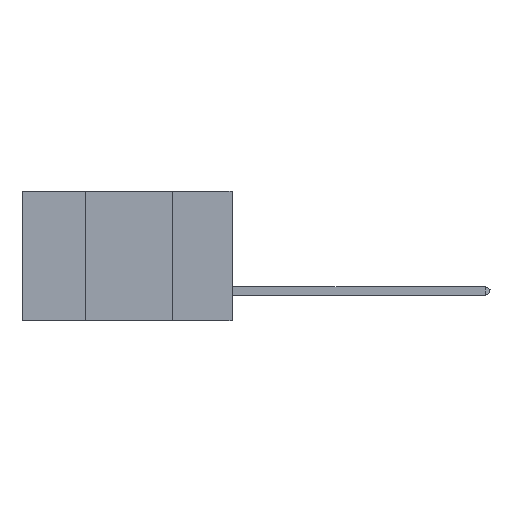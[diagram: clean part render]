
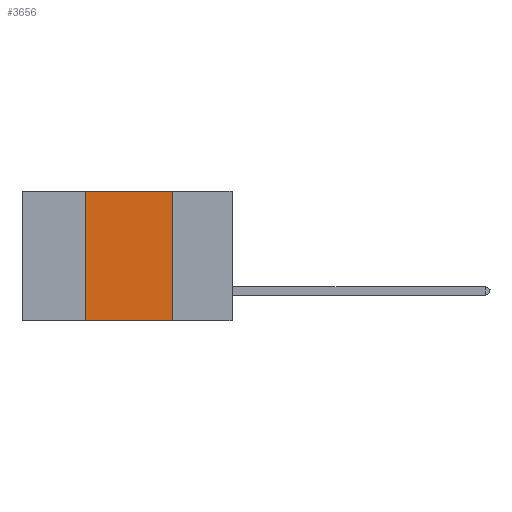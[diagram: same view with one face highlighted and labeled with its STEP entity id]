
A CAD part, left-side view. The second image highlights one B-rep face of the part: STEP entity #3656.
In plain terms, the highlighted planar face has unit normal (-1, 0, 0).
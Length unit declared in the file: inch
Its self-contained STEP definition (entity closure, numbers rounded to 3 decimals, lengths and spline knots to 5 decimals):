
#57 = ORIENTED_EDGE ( 'NONE', *, *, #9548, .F. ) ;
#1329 = CARTESIAN_POINT ( 'NONE',  ( 0., 0.6, 0. ) ) ;
#1798 = DIRECTION ( 'NONE',  ( 0., -1., 0. ) ) ;
#2439 = VERTEX_POINT ( 'NONE', #10087 ) ;
#2535 = ORIENTED_EDGE ( 'NONE', *, *, #7009, .F. ) ;
#2915 = EDGE_LOOP ( 'NONE', ( #57, #2535, #4296, #7990 ) ) ;
#3538 = DIRECTION ( 'NONE',  ( 0., -1., 0. ) ) ;
#3656 = ADVANCED_FACE ( 'NONE', ( #10219 ), #7115, .F. ) ;
#3733 = CARTESIAN_POINT ( 'NONE',  ( 0., 0.17, -0.37 ) ) ;
#3837 = VERTEX_POINT ( 'NONE', #3733 ) ;
#4296 = ORIENTED_EDGE ( 'NONE', *, *, #12322, .F. ) ;
#4413 = CARTESIAN_POINT ( 'NONE',  ( 0., 0.42, -0.37 ) ) ;
#4439 = LINE ( 'NONE', #6080, #10651 ) ;
#5780 = DIRECTION ( 'NONE',  ( 0., 0., -1. ) ) ;
#6080 = CARTESIAN_POINT ( 'NONE',  ( 0., 0.42, 0. ) ) ;
#6321 = AXIS2_PLACEMENT_3D ( 'NONE', #1329, #15891, #5780 ) ;
#7009 = EDGE_CURVE ( 'NONE', #2439, #15662, #12703, .T. ) ;
#7115 = PLANE ( 'NONE',  #6321 ) ;
#7990 = ORIENTED_EDGE ( 'NONE', *, *, #8535, .T. ) ;
#8535 = EDGE_CURVE ( 'NONE', #11677, #3837, #13804, .T. ) ;
#9142 = CARTESIAN_POINT ( 'NONE',  ( 0., 0.6, -0.37 ) ) ;
#9364 = VECTOR ( 'NONE', #1798, 39.37008 ) ;
#9548 = EDGE_CURVE ( 'NONE', #15662, #3837, #15187, .T. ) ;
#10087 = CARTESIAN_POINT ( 'NONE',  ( 0., 0.42, 0. ) ) ;
#10219 = FACE_OUTER_BOUND ( 'NONE', #2915, .T. ) ;
#10502 = DIRECTION ( 'NONE',  ( 0., 0., 1. ) ) ;
#10651 = VECTOR ( 'NONE', #10502, 39.37008 ) ;
#11677 = VERTEX_POINT ( 'NONE', #4413 ) ;
#11689 = CARTESIAN_POINT ( 'NONE',  ( 0., 0.17, 0. ) ) ;
#12322 = EDGE_CURVE ( 'NONE', #11677, #2439, #4439, .T. ) ;
#12409 = CARTESIAN_POINT ( 'NONE',  ( 0., 0.6, 0. ) ) ;
#12703 = LINE ( 'NONE', #12409, #16437 ) ;
#13804 = LINE ( 'NONE', #9142, #9364 ) ;
#15187 = LINE ( 'NONE', #11689, #15650 ) ;
#15650 = VECTOR ( 'NONE', #16133, 39.37008 ) ;
#15662 = VERTEX_POINT ( 'NONE', #16540 ) ;
#15891 = DIRECTION ( 'NONE',  ( 1., 0., 0. ) ) ;
#16133 = DIRECTION ( 'NONE',  ( 0., 0., -1. ) ) ;
#16437 = VECTOR ( 'NONE', #3538, 39.37008 ) ;
#16540 = CARTESIAN_POINT ( 'NONE',  ( 0., 0.17, 0. ) ) ;
